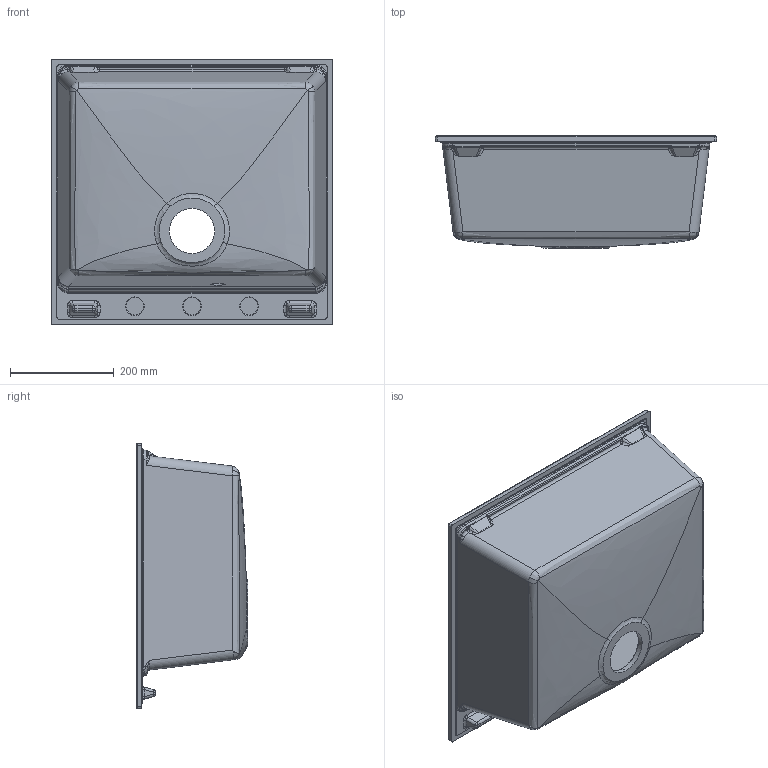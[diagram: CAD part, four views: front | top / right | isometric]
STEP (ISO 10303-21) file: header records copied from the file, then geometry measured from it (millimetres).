
FILE_DESCRIPTION (( 'STEP AP214' ), '1' );
FILE_NAME ('Lagoon.STEP', '2021-08-16T13:16:37', ( '' ), ( '' ), 'SwSTEP 2.0', 'SolidWorks 2020', '' );
FILE_SCHEMA (( 'AUTOMOTIVE_DESIGN' ));
Length unit declared in the file: millimetre
Products named in the file (1): Lagoon
Bounding box: 541.05 x 215 x 511.05 mm (x, y, z)
Volume: 5620534.7 mm3; surface area: 1123154.9 mm2
Topology: 1 solids, 1 shells, 286 faces, 684 edges, 388 vertices
Faces by surface type: bspline 126, cylinder 80, plane 48, torus 16, sphere 12, cone 4
Entity records: 19924 total; most frequent: CARTESIAN_POINT 14509, ORIENTED_EDGE 1328, DIRECTION 888, EDGE_CURVE 664, VERTEX_POINT 388, AXIS2_PLACEMENT_3D 353, EDGE_LOOP 298, ADVANCED_FACE 286
